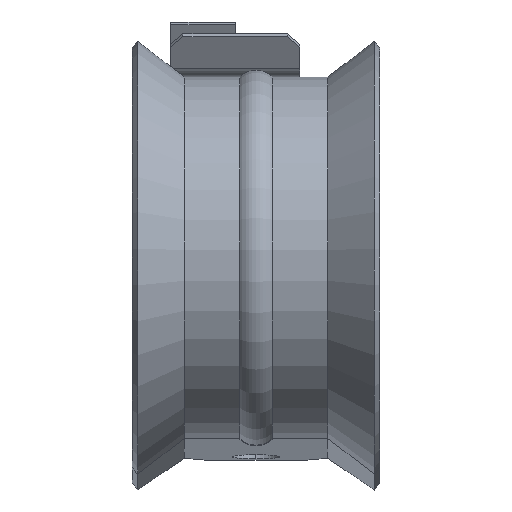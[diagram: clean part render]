
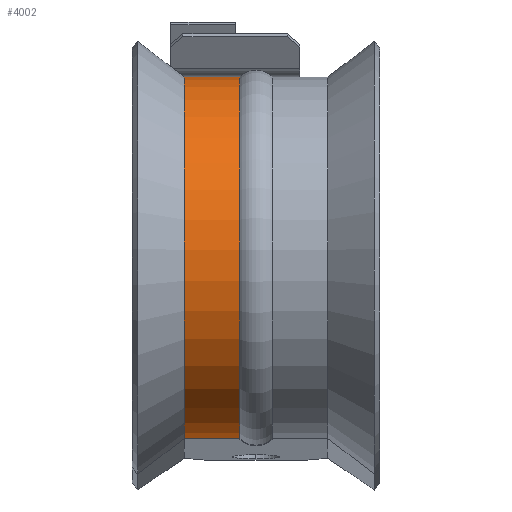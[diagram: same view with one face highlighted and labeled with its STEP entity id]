
A CAD part, top view. The second image highlights one B-rep face of the part: STEP entity #4002.
In plain terms, the highlighted cylindrical face has radius 26.75 mm (diameter 53.5 mm), a partial arc.
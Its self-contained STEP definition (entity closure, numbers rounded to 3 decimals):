
#146 = CYLINDRICAL_SURFACE ( 'NONE', #7304, 26.75 ) ;
#256 = VECTOR ( 'NONE', #4234, 1000. ) ;
#902 = CARTESIAN_POINT ( 'NONE',  ( -53.405, -93.503, 10.6 ) ) ;
#1042 = EDGE_CURVE ( 'NONE', #4877, #4245, #6584, .T. ) ;
#1146 = CARTESIAN_POINT ( 'NONE',  ( 0., -91.25, -10.6 ) ) ;
#1363 = ORIENTED_EDGE ( 'NONE', *, *, #4253, .F. ) ;
#1540 = DIRECTION ( 'NONE',  ( 0., 0., -1. ) ) ;
#1569 = EDGE_CURVE ( 'NONE', #1705, #4877, #6492, .T. ) ;
#1705 = VERTEX_POINT ( 'NONE', #6285 ) ;
#1911 = VERTEX_POINT ( 'NONE', #7702 ) ;
#2026 = CARTESIAN_POINT ( 'NONE',  ( -26.75, -91.25, 0. ) ) ;
#2445 = CARTESIAN_POINT ( 'NONE',  ( -26.75, -91.25, 2.4 ) ) ;
#2529 = DIRECTION ( 'NONE',  ( 0., 0., -1. ) ) ;
#2612 = EDGE_LOOP ( 'NONE', ( #1363, #5536, #3736, #2868 ) ) ;
#2868 = ORIENTED_EDGE ( 'NONE', *, *, #1042, .T. ) ;
#2959 = DIRECTION ( 'NONE',  ( 0., 0., -1. ) ) ;
#3124 = AXIS2_PLACEMENT_3D ( 'NONE', #4343, #1540, #3136 ) ;
#3136 = DIRECTION ( 'NONE',  ( -1., 0., 0. ) ) ;
#3523 = DIRECTION ( 'NONE',  ( 0., 0., -1. ) ) ;
#3736 = ORIENTED_EDGE ( 'NONE', *, *, #1569, .T. ) ;
#4002 = ADVANCED_FACE ( 'NONE', ( #5471 ), #146, .T. ) ;
#4141 = AXIS2_PLACEMENT_3D ( 'NONE', #2445, #2959, #5382 ) ;
#4190 = CARTESIAN_POINT ( 'NONE',  ( -53.405, -93.503, 2.4 ) ) ;
#4234 = DIRECTION ( 'NONE',  ( 0., 0., -1. ) ) ;
#4245 = VERTEX_POINT ( 'NONE', #4190 ) ;
#4253 = EDGE_CURVE ( 'NONE', #1911, #4245, #4755, .T. ) ;
#4343 = CARTESIAN_POINT ( 'NONE',  ( -26.75, -91.25, 10.6 ) ) ;
#4427 = DIRECTION ( 'NONE',  ( -1., 0., 0. ) ) ;
#4755 = CIRCLE ( 'NONE', #4141, 26.75 ) ;
#4877 = VERTEX_POINT ( 'NONE', #902 ) ;
#5382 = DIRECTION ( 'NONE',  ( -1., 0., 0. ) ) ;
#5471 = FACE_OUTER_BOUND ( 'NONE', #2612, .T. ) ;
#5536 = ORIENTED_EDGE ( 'NONE', *, *, #6334, .F. ) ;
#6285 = CARTESIAN_POINT ( 'NONE',  ( 0., -91.25, 10.6 ) ) ;
#6334 = EDGE_CURVE ( 'NONE', #1705, #1911, #6487, .T. ) ;
#6487 = LINE ( 'NONE', #1146, #6806 ) ;
#6492 = CIRCLE ( 'NONE', #3124, 26.75 ) ;
#6584 = LINE ( 'NONE', #7171, #256 ) ;
#6806 = VECTOR ( 'NONE', #3523, 1000. ) ;
#7171 = CARTESIAN_POINT ( 'NONE',  ( -53.405, -93.503, -10.6 ) ) ;
#7304 = AXIS2_PLACEMENT_3D ( 'NONE', #2026, #2529, #4427 ) ;
#7702 = CARTESIAN_POINT ( 'NONE',  ( 0., -91.25, 2.4 ) ) ;
